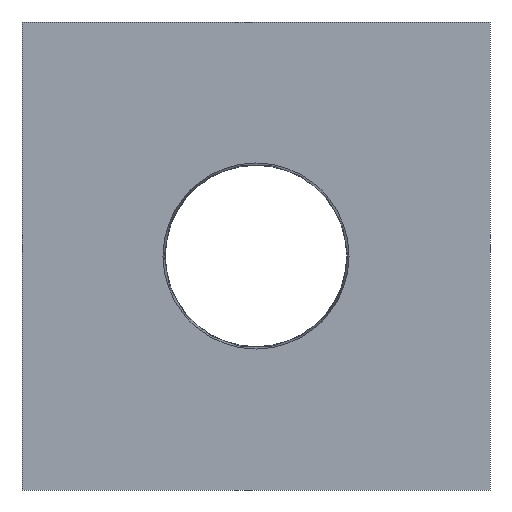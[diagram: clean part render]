
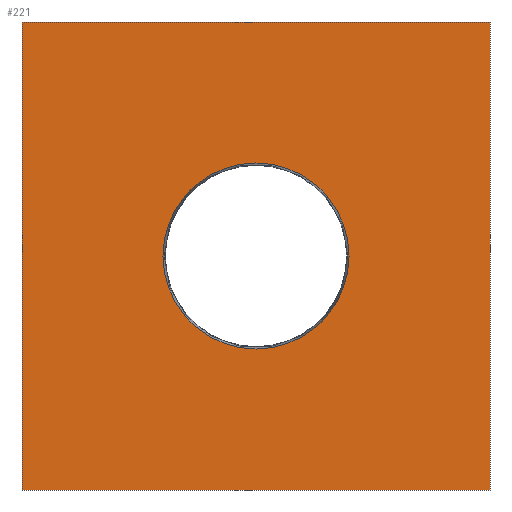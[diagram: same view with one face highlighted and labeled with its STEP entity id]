
A CAD part, front view. The second image highlights one B-rep face of the part: STEP entity #221.
In plain terms, the highlighted planar face has unit normal (0, -1, 0).
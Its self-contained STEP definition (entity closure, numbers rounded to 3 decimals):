
#20=FACE_BOUND('',#55,.T.);
#28=PLANE('',#264);
#39=FACE_OUTER_BOUND('',#54,.T.);
#54=EDGE_LOOP('',(#190,#191,#192,#193));
#55=EDGE_LOOP('',(#194));
#71=LINE('',#374,#89);
#73=LINE('',#378,#91);
#75=LINE('',#382,#93);
#77=LINE('',#385,#95);
#89=VECTOR('',#306,10.);
#91=VECTOR('',#310,10.);
#93=VECTOR('',#314,10.);
#95=VECTOR('',#318,10.);
#103=CIRCLE('',#258,3.975);
#117=VERTEX_POINT('',#365);
#119=VERTEX_POINT('',#371);
#120=VERTEX_POINT('',#373);
#121=VERTEX_POINT('',#377);
#122=VERTEX_POINT('',#381);
#137=EDGE_CURVE('',#117,#117,#103,.T.);
#141=EDGE_CURVE('',#120,#119,#71,.T.);
#143=EDGE_CURVE('',#121,#120,#73,.T.);
#145=EDGE_CURVE('',#122,#121,#75,.T.);
#147=EDGE_CURVE('',#119,#122,#77,.T.);
#190=ORIENTED_EDGE('',*,*,#147,.T.);
#191=ORIENTED_EDGE('',*,*,#145,.T.);
#192=ORIENTED_EDGE('',*,*,#143,.T.);
#193=ORIENTED_EDGE('',*,*,#141,.T.);
#194=ORIENTED_EDGE('',*,*,#137,.T.);
#221=ADVANCED_FACE('',(#39,#20),#28,.T.);
#258=AXIS2_PLACEMENT_3D('',#366,#298,#299);
#264=AXIS2_PLACEMENT_3D('',#386,#319,#320);
#298=DIRECTION('center_axis',(0.,1.,0.));
#299=DIRECTION('ref_axis',(-1.,0.,0.));
#306=DIRECTION('',(0.,0.,1.));
#310=DIRECTION('',(1.,0.,0.));
#314=DIRECTION('',(0.,0.,-1.));
#318=DIRECTION('',(-1.,0.,0.));
#319=DIRECTION('center_axis',(0.,-1.,0.));
#320=DIRECTION('ref_axis',(0.,0.,-1.));
#365=CARTESIAN_POINT('',(3.975,-3.,0.));
#366=CARTESIAN_POINT('Origin',(0.,-3.,0.));
#371=CARTESIAN_POINT('',(10.,-3.,10.));
#373=CARTESIAN_POINT('',(10.,-3.,-10.));
#374=CARTESIAN_POINT('',(10.,-3.,-10.));
#377=CARTESIAN_POINT('',(-10.,-3.,-10.));
#378=CARTESIAN_POINT('',(-10.,-3.,-10.));
#381=CARTESIAN_POINT('',(-10.,-3.,10.));
#382=CARTESIAN_POINT('',(-10.,-3.,10.));
#385=CARTESIAN_POINT('',(10.,-3.,10.));
#386=CARTESIAN_POINT('Origin',(0.,-3.,0.));
